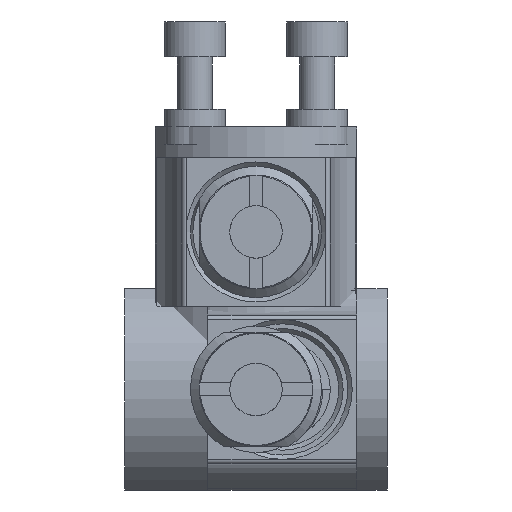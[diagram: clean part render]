
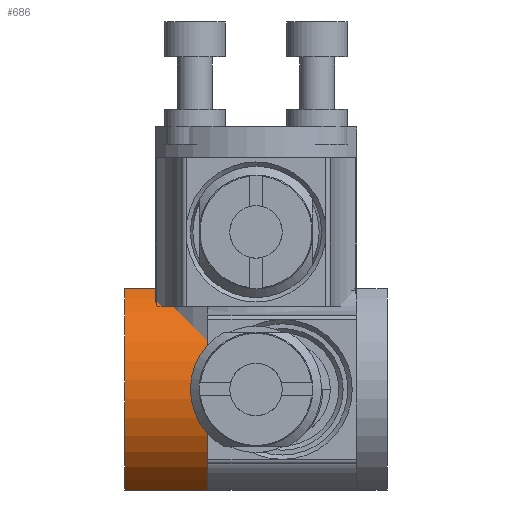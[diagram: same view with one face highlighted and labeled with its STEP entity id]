
A CAD part, left-side view. The second image highlights one B-rep face of the part: STEP entity #686.
In plain terms, the highlighted cylindrical face has radius 13 mm (diameter 26 mm), a partial arc.
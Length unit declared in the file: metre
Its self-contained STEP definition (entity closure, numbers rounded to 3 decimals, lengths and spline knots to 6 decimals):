
#686 = ADVANCED_FACE( '', ( #976 ), #977, .T. );
#976 = FACE_OUTER_BOUND( '', #1549, .T. );
#977 = CYLINDRICAL_SURFACE( '', #1550, 0.013 );
#1549 = EDGE_LOOP( '', ( #2220, #2221, #2222, #2223 ) );
#1550 = AXIS2_PLACEMENT_3D( '', #2224, #2225, #2226 );
#2220 = ORIENTED_EDGE( '', *, *, #3907, .F. );
#2221 = ORIENTED_EDGE( '', *, *, #3908, .F. );
#2222 = ORIENTED_EDGE( '', *, *, #3896, .T. );
#2223 = ORIENTED_EDGE( '', *, *, #3909, .T. );
#2224 = CARTESIAN_POINT( '', ( 0., 0.0055, 0. ) );
#2225 = DIRECTION( '', ( 0., -1., 0. ) );
#2226 = DIRECTION( '', ( 0., 0., 1. ) );
#3896 = EDGE_CURVE( '', #4478, #4475, #4479, .T. );
#3907 = EDGE_CURVE( '', #4499, #4500, #4501, .T. );
#3908 = EDGE_CURVE( '', #4478, #4499, #4502, .T. );
#3909 = EDGE_CURVE( '', #4475, #4500, #4503, .T. );
#4475 = VERTEX_POINT( '', #5708 );
#4478 = VERTEX_POINT( '', #5712 );
#4479 = CIRCLE( '', #5713, 0.013 );
#4499 = VERTEX_POINT( '', #5737 );
#4500 = VERTEX_POINT( '', #5738 );
#4501 = CIRCLE( '', #5739, 0.013 );
#4502 = LINE( '', #5740, #5741 );
#4503 = LINE( '', #5742, #5743 );
#5708 = CARTESIAN_POINT( '', ( -0.006062, 0.0055, 0.0115 ) );
#5712 = CARTESIAN_POINT( '', ( -0.006062, 0.0055, -0.0115 ) );
#5713 = AXIS2_PLACEMENT_3D( '', #7332, #7333, #7334 );
#5737 = CARTESIAN_POINT( '', ( -0.006062, 0.015, -0.0115 ) );
#5738 = CARTESIAN_POINT( '', ( -0.006062, 0.015, 0.0115 ) );
#5739 = AXIS2_PLACEMENT_3D( '', #7357, #7358, #7359 );
#5740 = CARTESIAN_POINT( '', ( -0.006062, 0.0055, -0.0115 ) );
#5741 = VECTOR( '', #7360, 1. );
#5742 = CARTESIAN_POINT( '', ( -0.006062, 0.0055, 0.0115 ) );
#5743 = VECTOR( '', #7361, 1. );
#7332 = CARTESIAN_POINT( '', ( 0., 0.0055, 0. ) );
#7333 = DIRECTION( '', ( 0., 1., 0. ) );
#7334 = DIRECTION( '', ( 1., 0., 0. ) );
#7357 = CARTESIAN_POINT( '', ( 0., 0.015, 0. ) );
#7358 = DIRECTION( '', ( 0., 1., 0. ) );
#7359 = DIRECTION( '', ( 1., 0., 0. ) );
#7360 = DIRECTION( '', ( 0., 1., 0. ) );
#7361 = DIRECTION( '', ( 0., 1., 0. ) );
